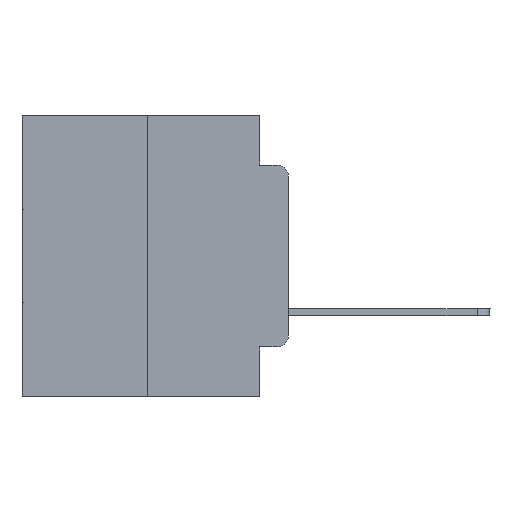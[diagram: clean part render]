
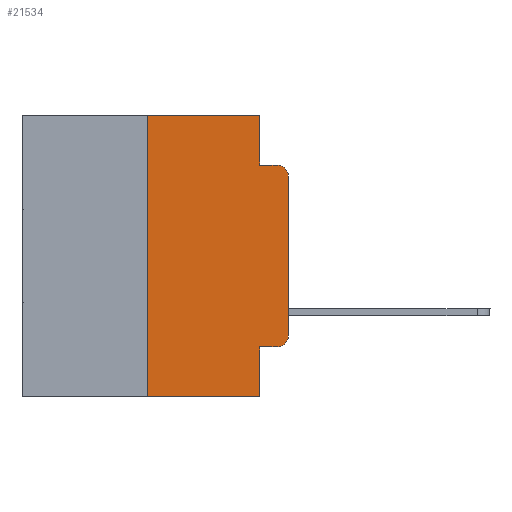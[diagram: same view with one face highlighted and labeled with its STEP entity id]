
A CAD part, left-side view. The second image highlights one B-rep face of the part: STEP entity #21534.
In plain terms, the highlighted planar face has unit normal (-1, 0, 0).
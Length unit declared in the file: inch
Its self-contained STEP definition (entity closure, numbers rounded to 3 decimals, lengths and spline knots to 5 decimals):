
#674 = CARTESIAN_POINT ( 'NONE',  ( 0., 0.02, -0.1085 ) ) ;
#1069 = CARTESIAN_POINT ( 'NONE',  ( 0., 0.02, -0.0885 ) ) ;
#1641 = AXIS2_PLACEMENT_3D ( 'NONE', #26769, #7436, #16040 ) ;
#2405 = VECTOR ( 'NONE', #13215, 39.37008 ) ;
#3460 = EDGE_LOOP ( 'NONE', ( #18268, #7810, #6995, #13345, #26752, #24846, #15705, #8785, #4740, #22894 ) ) ;
#3580 = CARTESIAN_POINT ( 'NONE',  ( 0., 0.051, -0.5 ) ) ;
#3721 = DIRECTION ( 'NONE',  ( 0., -1., 0. ) ) ;
#3812 = EDGE_CURVE ( 'NONE', #9631, #19358, #24862, .T. ) ;
#4046 = EDGE_CURVE ( 'NONE', #6089, #22170, #27511, .T. ) ;
#4083 = CARTESIAN_POINT ( 'NONE',  ( 0., 0.051, 0. ) ) ;
#4740 = ORIENTED_EDGE ( 'NONE', *, *, #27624, .T. ) ;
#4816 = DIRECTION ( 'NONE',  ( 0., -1., 0. ) ) ;
#5176 = PLANE ( 'NONE',  #1641 ) ;
#5402 = EDGE_CURVE ( 'NONE', #8895, #19358, #12390, .T. ) ;
#6089 = VERTEX_POINT ( 'NONE', #16519 ) ;
#6113 = CARTESIAN_POINT ( 'NONE',  ( 0., 0., -0.3915 ) ) ;
#6249 = VERTEX_POINT ( 'NONE', #17081 ) ;
#6393 = DIRECTION ( 'NONE',  ( 0., 0., 1. ) ) ;
#6995 = ORIENTED_EDGE ( 'NONE', *, *, #15433, .F. ) ;
#7169 = DIRECTION ( 'NONE',  ( 0., 0., -1. ) ) ;
#7436 = DIRECTION ( 'NONE',  ( 1., 0., 0. ) ) ;
#7773 = CARTESIAN_POINT ( 'NONE',  ( 0., 0.051, -0.4115 ) ) ;
#7810 = ORIENTED_EDGE ( 'NONE', *, *, #21443, .T. ) ;
#7883 = VECTOR ( 'NONE', #6393, 39.37008 ) ;
#8534 = VECTOR ( 'NONE', #3721, 39.37008 ) ;
#8585 = DIRECTION ( 'NONE',  ( 0., 0., -1. ) ) ;
#8785 = ORIENTED_EDGE ( 'NONE', *, *, #3812, .F. ) ;
#8895 = VERTEX_POINT ( 'NONE', #15974 ) ;
#9048 = VECTOR ( 'NONE', #27834, 39.37008 ) ;
#9071 = VECTOR ( 'NONE', #17373, 39.37008 ) ;
#9631 = VERTEX_POINT ( 'NONE', #7773 ) ;
#10700 = CARTESIAN_POINT ( 'NONE',  ( 0., 0.02, -0.3915 ) ) ;
#11097 = EDGE_CURVE ( 'NONE', #8895, #16569, #11283, .T. ) ;
#11275 = VECTOR ( 'NONE', #22893, 39.37008 ) ;
#11283 = LINE ( 'NONE', #20334, #18709 ) ;
#11360 = CARTESIAN_POINT ( 'NONE',  ( 0., 0., -0.1085 ) ) ;
#11702 = CARTESIAN_POINT ( 'NONE',  ( 0., 0.051, 0. ) ) ;
#12135 = VERTEX_POINT ( 'NONE', #1069 ) ;
#12390 = LINE ( 'NONE', #19167, #2405 ) ;
#12421 = CIRCLE ( 'NONE', #13789, 0.02 ) ;
#12848 = LINE ( 'NONE', #23867, #9048 ) ;
#12871 = CARTESIAN_POINT ( 'NONE',  ( 0., 0., 0. ) ) ;
#13215 = DIRECTION ( 'NONE',  ( 0., -1., 0. ) ) ;
#13345 = ORIENTED_EDGE ( 'NONE', *, *, #15431, .F. ) ;
#13545 = DIRECTION ( 'NONE',  ( 0., 0., 1. ) ) ;
#13648 = EDGE_CURVE ( 'NONE', #16569, #25082, #14441, .T. ) ;
#13789 = AXIS2_PLACEMENT_3D ( 'NONE', #674, #24790, #7169 ) ;
#14441 = LINE ( 'NONE', #21085, #8534 ) ;
#15328 = AXIS2_PLACEMENT_3D ( 'NONE', #10700, #26221, #8585 ) ;
#15431 = EDGE_CURVE ( 'NONE', #25082, #6249, #12848, .T. ) ;
#15433 = EDGE_CURVE ( 'NONE', #6249, #12135, #26127, .T. ) ;
#15705 = ORIENTED_EDGE ( 'NONE', *, *, #5402, .T. ) ;
#15974 = CARTESIAN_POINT ( 'NONE',  ( 0., 0.25, -0.5 ) ) ;
#16040 = DIRECTION ( 'NONE',  ( 0., 0., -1. ) ) ;
#16519 = CARTESIAN_POINT ( 'NONE',  ( 0., 0.02, -0.4115 ) ) ;
#16569 = VERTEX_POINT ( 'NONE', #22933 ) ;
#17081 = CARTESIAN_POINT ( 'NONE',  ( 0., 0.051, -0.0885 ) ) ;
#17373 = DIRECTION ( 'NONE',  ( 0., -1., 0. ) ) ;
#17432 = VECTOR ( 'NONE', #4816, 39.37008 ) ;
#18268 = ORIENTED_EDGE ( 'NONE', *, *, #20663, .T. ) ;
#18709 = VECTOR ( 'NONE', #13545, 39.37008 ) ;
#19167 = CARTESIAN_POINT ( 'NONE',  ( 0., 0.473, -0.5 ) ) ;
#19358 = VERTEX_POINT ( 'NONE', #3580 ) ;
#19496 = CARTESIAN_POINT ( 'NONE',  ( 0., 0.051, -0.0885 ) ) ;
#20334 = CARTESIAN_POINT ( 'NONE',  ( 0., 0.25, 0. ) ) ;
#20663 = EDGE_CURVE ( 'NONE', #22170, #25360, #25729, .T. ) ;
#21085 = CARTESIAN_POINT ( 'NONE',  ( 0., 0.473, 0. ) ) ;
#21443 = EDGE_CURVE ( 'NONE', #25360, #12135, #12421, .T. ) ;
#21534 = ADVANCED_FACE ( 'NONE', ( #22257 ), #5176, .F. ) ;
#22170 = VERTEX_POINT ( 'NONE', #6113 ) ;
#22257 = FACE_OUTER_BOUND ( 'NONE', #3460, .T. ) ;
#22893 = DIRECTION ( 'NONE',  ( 0., 0., -1. ) ) ;
#22894 = ORIENTED_EDGE ( 'NONE', *, *, #4046, .T. ) ;
#22933 = CARTESIAN_POINT ( 'NONE',  ( 0., 0.25, 0. ) ) ;
#23867 = CARTESIAN_POINT ( 'NONE',  ( 0., 0.051, 0. ) ) ;
#24150 = CARTESIAN_POINT ( 'NONE',  ( 0., 0.051, -0.4115 ) ) ;
#24790 = DIRECTION ( 'NONE',  ( -1., 0., 0. ) ) ;
#24846 = ORIENTED_EDGE ( 'NONE', *, *, #11097, .F. ) ;
#24862 = LINE ( 'NONE', #4083, #11275 ) ;
#25082 = VERTEX_POINT ( 'NONE', #11702 ) ;
#25360 = VERTEX_POINT ( 'NONE', #11360 ) ;
#25729 = LINE ( 'NONE', #12871, #7883 ) ;
#26127 = LINE ( 'NONE', #19496, #9071 ) ;
#26221 = DIRECTION ( 'NONE',  ( -1., 0., 0. ) ) ;
#26275 = LINE ( 'NONE', #24150, #17432 ) ;
#26752 = ORIENTED_EDGE ( 'NONE', *, *, #13648, .F. ) ;
#26769 = CARTESIAN_POINT ( 'NONE',  ( 0., 0.473, 0. ) ) ;
#27511 = CIRCLE ( 'NONE', #15328, 0.02 ) ;
#27624 = EDGE_CURVE ( 'NONE', #9631, #6089, #26275, .T. ) ;
#27834 = DIRECTION ( 'NONE',  ( 0., 0., -1. ) ) ;
